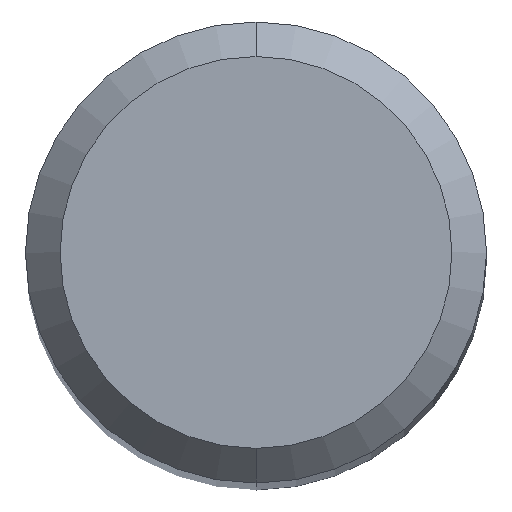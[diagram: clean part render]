
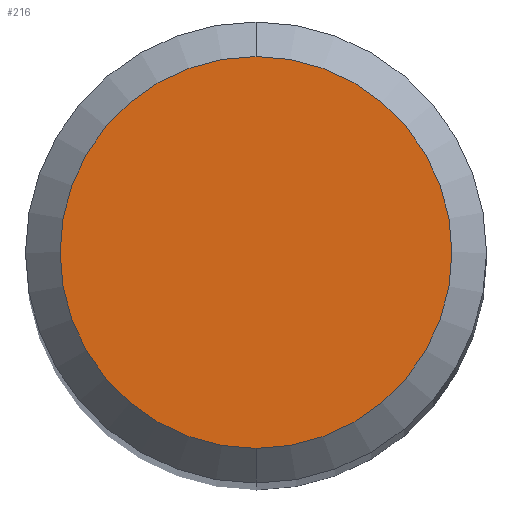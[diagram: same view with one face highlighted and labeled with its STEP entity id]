
A CAD part, top view. The second image highlights one B-rep face of the part: STEP entity #216.
In plain terms, the highlighted planar face has unit normal (0, 0, 1).
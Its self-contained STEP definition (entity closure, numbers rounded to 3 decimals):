
#162=VERTEX_POINT('',#317);
#192=EDGE_CURVE('',#208,#162,#354,.T.);
#200=EDGE_CURVE('',#162,#208,#364,.T.);
#208=VERTEX_POINT('',#372);
#216=ADVANCED_FACE('',(#380),#381,.T.);
#317=CARTESIAN_POINT('',(0.0,1.7,0.0));
#354=CIRCLE('',#541,1.7);
#364=CIRCLE('',#553,1.7);
#372=CARTESIAN_POINT('',(0.,-1.7,0.0));
#380=FACE_OUTER_BOUND('',#570,.T.);
#381=PLANE('',#571);
#541=AXIS2_PLACEMENT_3D('',#737,#738,#739);
#553=AXIS2_PLACEMENT_3D('',#756,#757,#758);
#570=EDGE_LOOP('',(#762,#763));
#571=AXIS2_PLACEMENT_3D('',#764,#765,#766);
#737=CARTESIAN_POINT('',(0.0,0.0,0.0));
#738=DIRECTION('',(0.0,0.0,-1.0));
#739=DIRECTION('',(0.0,1.0,0.0));
#756=CARTESIAN_POINT('',(0.0,0.0,0.0));
#757=DIRECTION('',(0.0,0.0,-1.0));
#758=DIRECTION('',(0.0,1.0,0.0));
#762=ORIENTED_EDGE('',*,*,#200,.F.);
#763=ORIENTED_EDGE('',*,*,#192,.F.);
#764=CARTESIAN_POINT('',(0.0,0.85,0.0));
#765=DIRECTION('',(-0.0,0.0,1.0));
#766=DIRECTION('',(0.0,-1.0,0.0));
